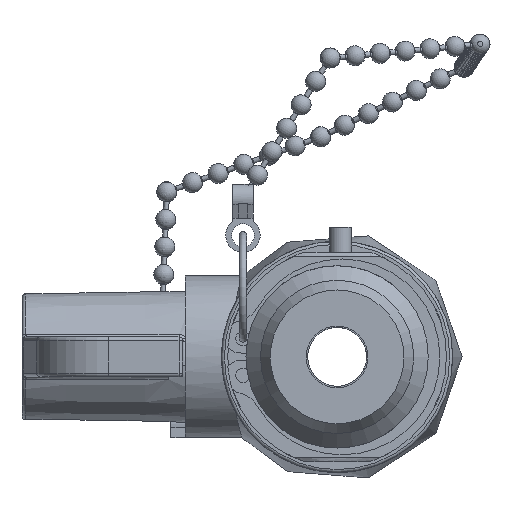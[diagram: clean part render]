
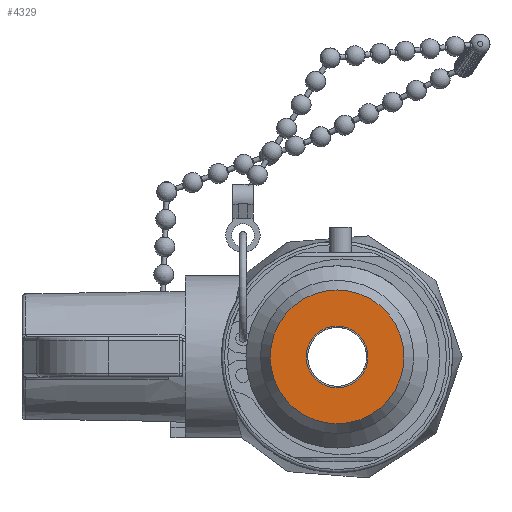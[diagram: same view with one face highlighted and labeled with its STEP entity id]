
A CAD part, left-side view. The second image highlights one B-rep face of the part: STEP entity #4329.
In plain terms, the highlighted planar face has unit normal (-1, 0, 0).
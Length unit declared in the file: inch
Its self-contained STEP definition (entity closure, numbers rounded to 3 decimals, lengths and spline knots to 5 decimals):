
#419=FACE_BOUND('',#996,.T.);
#498=PLANE('',#4923);
#724=FACE_OUTER_BOUND('',#995,.T.);
#995=EDGE_LOOP('',(#3723));
#996=EDGE_LOOP('',(#3724));
#1764=CIRCLE('',#4924,0.4586);
#1765=CIRCLE('',#4925,0.2115);
#2125=VERTEX_POINT('',#8724);
#2126=VERTEX_POINT('',#8726);
#2675=EDGE_CURVE('',#2125,#2125,#1764,.T.);
#2676=EDGE_CURVE('',#2126,#2126,#1765,.T.);
#3723=ORIENTED_EDGE('',*,*,#2675,.F.);
#3724=ORIENTED_EDGE('',*,*,#2676,.T.);
#4329=ADVANCED_FACE('',(#724,#419),#498,.T.);
#4923=AXIS2_PLACEMENT_3D('',#8723,#5941,#5942);
#4924=AXIS2_PLACEMENT_3D('',#8725,#5943,#5944);
#4925=AXIS2_PLACEMENT_3D('',#8727,#5945,#5946);
#5941=DIRECTION('center_axis',(-1.,0.,0.));
#5942=DIRECTION('ref_axis',(0.,0.,1.));
#5943=DIRECTION('center_axis',(1.,0.,0.));
#5944=DIRECTION('ref_axis',(0.,1.,0.));
#5945=DIRECTION('center_axis',(1.,0.,0.));
#5946=DIRECTION('ref_axis',(0.,1.,0.));
#8723=CARTESIAN_POINT('Origin',(0.,0.33505,
0.));
#8724=CARTESIAN_POINT('',(0.,-0.4586,0.));
#8725=CARTESIAN_POINT('Origin',(0.,0.,0.));
#8726=CARTESIAN_POINT('',(0.,-0.2115,0.));
#8727=CARTESIAN_POINT('Origin',(0.,0.,0.));
